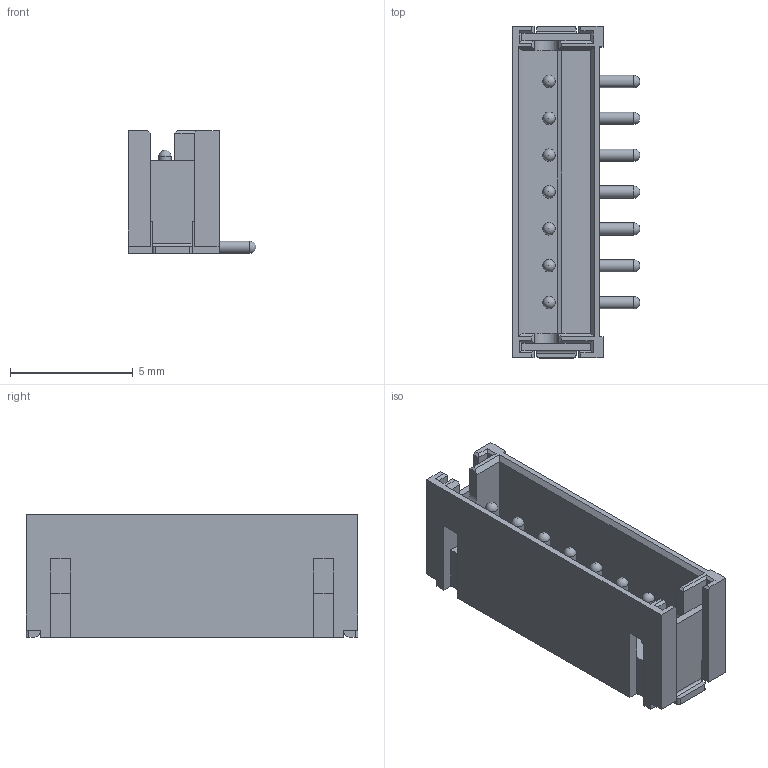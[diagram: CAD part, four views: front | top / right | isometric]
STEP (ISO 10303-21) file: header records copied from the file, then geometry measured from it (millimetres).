
FILE_DESCRIPTION(/* description */ (''),/* implementation_level */ '2;1');
FILE_NAME(/* name */ 'B7B-ZR-SM4-TF.step',/* time_stamp */ '2023-11-07T16:22:31+03:00',/* author */ ('Sandman'),/* organization */ (''),/* preprocessor_version */ 'ST-DEVELOPER v18.1',/* originating_system */ 'Autodesk Inventor 2021',/* authorisation */ '');
FILE_SCHEMA (('AUTOMOTIVE_DESIGN { 1 0 10303 214 3 1 1 }'));
Length unit declared in the file: millimetre
Products named in the file (1): ZH_connector
Bounding box: 5.2 x 13.5 x 5 mm (x, y, z)
Volume: 120.6 mm3; surface area: 481.3 mm2
Topology: 1 solids, 1 shells, 178 faces, 503 edges, 323 vertices
Faces by surface type: plane 126, cylinder 31, sphere 14, torus 7
Full cylindrical faces by diameter (mm): 0.5 x21
Entity records: 5751 total; most frequent: CARTESIAN_POINT 991, ORIENTED_EDGE 978, DIRECTION 951, EDGE_CURVE 489, LINE 385, VECTOR 385, VERTEX_POINT 323, AXIS2_PLACEMENT_3D 283
